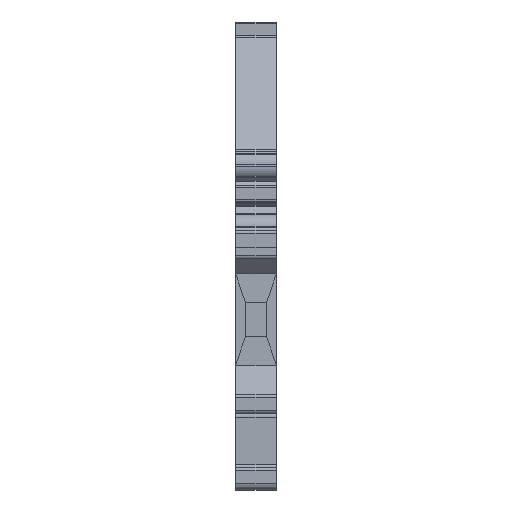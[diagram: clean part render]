
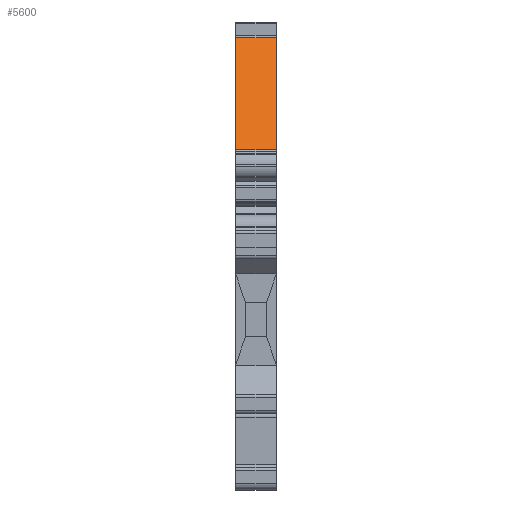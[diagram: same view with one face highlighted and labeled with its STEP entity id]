
A CAD part, left-side view. The second image highlights one B-rep face of the part: STEP entity #5600.
In plain terms, the highlighted planar face has unit normal (-0.867, 0, 0.498).
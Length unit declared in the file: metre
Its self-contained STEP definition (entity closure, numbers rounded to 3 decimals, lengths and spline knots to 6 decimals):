
#458=FACE_OUTER_BOUND('',#747,.T.);
#747=EDGE_LOOP('',(#4253,#4254,#4255,#4256));
#1072=LINE('',#8380,#1648);
#1113=LINE('',#8517,#1689);
#1305=LINE('',#9084,#1881);
#1306=LINE('',#9086,#1882);
#1648=VECTOR('',#6653,0.018969);
#1689=VECTOR('',#6750,0.018969);
#1881=VECTOR('',#7294,0.006);
#1882=VECTOR('',#7297,0.006);
#2320=VERTEX_POINT('',#8377);
#2321=VERTEX_POINT('',#8379);
#2388=VERTEX_POINT('',#8514);
#2389=VERTEX_POINT('',#8516);
#2856=EDGE_CURVE('',#2320,#2321,#1072,.T.);
#2924=EDGE_CURVE('',#2389,#2388,#1113,.T.);
#3214=EDGE_CURVE('',#2320,#2389,#1305,.T.);
#3215=EDGE_CURVE('',#2321,#2388,#1306,.T.);
#4253=ORIENTED_EDGE('',*,*,#2924,.T.);
#4254=ORIENTED_EDGE('',*,*,#3215,.F.);
#4255=ORIENTED_EDGE('',*,*,#2856,.F.);
#4256=ORIENTED_EDGE('',*,*,#3214,.T.);
#5112=PLANE('',#6110);
#5600=ADVANCED_FACE('',(#458),#5112,.F.);
#6110=AXIS2_PLACEMENT_3D('',#9085,#7295,#7296);
#6653=DIRECTION('',(0.498,0.,0.867));
#6750=DIRECTION('',(0.498,0.,0.867));
#7294=DIRECTION('',(0.,-1.,0.));
#7295=DIRECTION('center_axis',(0.867,0.,-0.498));
#7296=DIRECTION('ref_axis',(-0.498,0.,-0.867));
#7297=DIRECTION('',(0.,-1.,0.));
#8377=CARTESIAN_POINT('',(-0.028026,0.006,0.043332));
#8379=CARTESIAN_POINT('',(-0.018581,0.006,0.059782));
#8380=CARTESIAN_POINT('',(-0.028026,0.006,0.043332));
#8514=CARTESIAN_POINT('',(-0.018581,0.,0.059782));
#8516=CARTESIAN_POINT('',(-0.028026,0.,0.043332));
#8517=CARTESIAN_POINT('',(-0.028026,0.,0.043332));
#9084=CARTESIAN_POINT('',(-0.028026,0.006,0.043332));
#9085=CARTESIAN_POINT('Origin',(-0.02777,0.006,0.043778));
#9086=CARTESIAN_POINT('',(-0.018581,0.006,0.059782));
